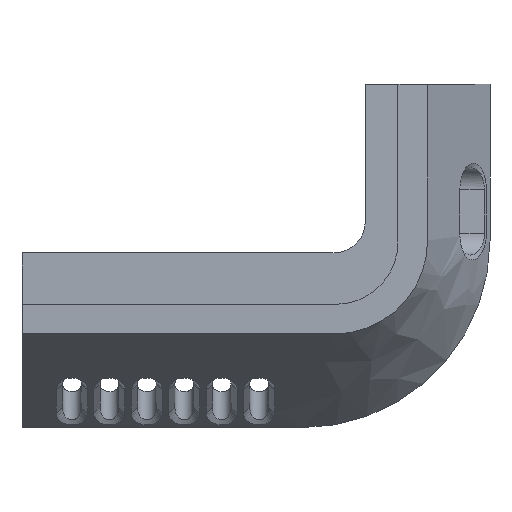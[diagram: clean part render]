
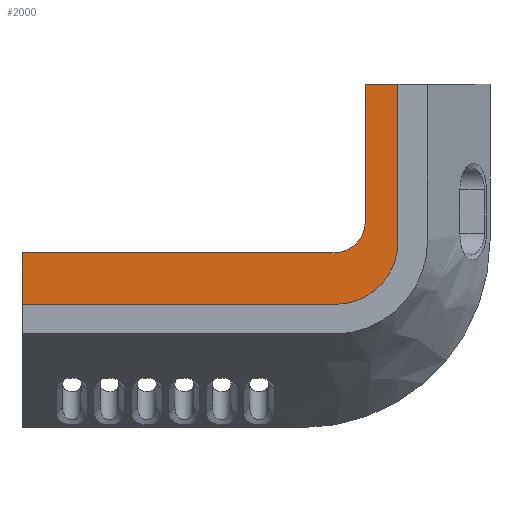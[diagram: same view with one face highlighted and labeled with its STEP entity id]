
A CAD part, front view. The second image highlights one B-rep face of the part: STEP entity #2000.
In plain terms, the highlighted planar face has unit normal (0, -1, 0).
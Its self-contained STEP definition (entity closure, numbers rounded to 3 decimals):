
#179 = CARTESIAN_POINT ( 'NONE',  ( 50.25, 6., -25.25 ) ) ;
#332 = AXIS2_PLACEMENT_3D ( 'NONE', #7933, #1328, #2090 ) ;
#573 = DIRECTION ( 'NONE',  ( 1., 0., 0. ) ) ;
#605 = CARTESIAN_POINT ( 'NONE',  ( 50.25, 6., -35.25 ) ) ;
#725 = AXIS2_PLACEMENT_3D ( 'NONE', #8017, #1530, #5414 ) ;
#758 = EDGE_LOOP ( 'NONE', ( #7186, #6274, #6559, #2060, #8070, #7662, #7671, #8418 ) ) ;
#1137 = CARTESIAN_POINT ( 'NONE',  ( -50., 6., -27. ) ) ;
#1248 = CARTESIAN_POINT ( 'NONE',  ( 60.25, 6., 0. ) ) ;
#1273 = EDGE_CURVE ( 'NONE', #3310, #2083, #1326, .T. ) ;
#1326 = LINE ( 'NONE', #7175, #3994 ) ;
#1328 = DIRECTION ( 'NONE',  ( 0., 1., 0. ) ) ;
#1408 = VECTOR ( 'NONE', #5722, 1000. ) ;
#1487 = LINE ( 'NONE', #4091, #7132 ) ;
#1530 = DIRECTION ( 'NONE',  ( 0., -1., 0. ) ) ;
#2000 = ADVANCED_FACE ( 'NONE', ( #6655 ), #7177, .F. ) ;
#2060 = ORIENTED_EDGE ( 'NONE', *, *, #4866, .F. ) ;
#2083 = VERTEX_POINT ( 'NONE', #4732 ) ;
#2090 = DIRECTION ( 'NONE',  ( 0., 0., 1. ) ) ;
#2092 = VERTEX_POINT ( 'NONE', #7337 ) ;
#2095 = EDGE_CURVE ( 'NONE', #2083, #6391, #1487, .T. ) ;
#2269 = CARTESIAN_POINT ( 'NONE',  ( 60.25, 6., -25.25 ) ) ;
#2460 = LINE ( 'NONE', #3910, #5780 ) ;
#2509 = VERTEX_POINT ( 'NONE', #6026 ) ;
#2545 = LINE ( 'NONE', #1137, #3731 ) ;
#2612 = LINE ( 'NONE', #3973, #4555 ) ;
#2660 = CARTESIAN_POINT ( 'NONE',  ( 55., 6., -22. ) ) ;
#2704 = DIRECTION ( 'NONE',  ( 0., -1., 0. ) ) ;
#2945 = CARTESIAN_POINT ( 'NONE',  ( 50., 6., -27. ) ) ;
#3023 = CARTESIAN_POINT ( 'NONE',  ( 60.25, 6., 25.25 ) ) ;
#3225 = DIRECTION ( 'NONE',  ( 1., 0., 0. ) ) ;
#3310 = VERTEX_POINT ( 'NONE', #2660 ) ;
#3460 = AXIS2_PLACEMENT_3D ( 'NONE', #179, #2704, #5310 ) ;
#3731 = VECTOR ( 'NONE', #573, 1000. ) ;
#3910 = CARTESIAN_POINT ( 'NONE',  ( -50.25, 6., -35.25 ) ) ;
#3973 = CARTESIAN_POINT ( 'NONE',  ( 0., 6., -25.25 ) ) ;
#3994 = VECTOR ( 'NONE', #5897, 1000. ) ;
#4091 = CARTESIAN_POINT ( 'NONE',  ( -50.25, 6., 0. ) ) ;
#4413 = CIRCLE ( 'NONE', #725, 5. ) ;
#4555 = VECTOR ( 'NONE', #7821, 1000. ) ;
#4633 = VERTEX_POINT ( 'NONE', #2269 ) ;
#4732 = CARTESIAN_POINT ( 'NONE',  ( 55., 6., 0. ) ) ;
#4866 = EDGE_CURVE ( 'NONE', #2092, #7769, #2545, .T. ) ;
#5310 = DIRECTION ( 'NONE',  ( 0., 0., 1. ) ) ;
#5414 = DIRECTION ( 'NONE',  ( 0., 0., 1. ) ) ;
#5461 = VERTEX_POINT ( 'NONE', #605 ) ;
#5596 = EDGE_CURVE ( 'NONE', #2092, #2509, #2612, .T. ) ;
#5722 = DIRECTION ( 'NONE',  ( 0., 0., 1. ) ) ;
#5780 = VECTOR ( 'NONE', #3225, 1000. ) ;
#5897 = DIRECTION ( 'NONE',  ( 0., 0., 1. ) ) ;
#6026 = CARTESIAN_POINT ( 'NONE',  ( 0., 6., -35.25 ) ) ;
#6274 = ORIENTED_EDGE ( 'NONE', *, *, #1273, .F. ) ;
#6391 = VERTEX_POINT ( 'NONE', #1248 ) ;
#6559 = ORIENTED_EDGE ( 'NONE', *, *, #6794, .F. ) ;
#6655 = FACE_OUTER_BOUND ( 'NONE', #758, .T. ) ;
#6693 = EDGE_CURVE ( 'NONE', #2509, #5461, #2460, .T. ) ;
#6695 = DIRECTION ( 'NONE',  ( 1., 0., 0. ) ) ;
#6794 = EDGE_CURVE ( 'NONE', #7769, #3310, #4413, .T. ) ;
#7007 = EDGE_CURVE ( 'NONE', #4633, #6391, #7507, .T. ) ;
#7132 = VECTOR ( 'NONE', #6695, 1000. ) ;
#7146 = CIRCLE ( 'NONE', #3460, 10. ) ;
#7175 = CARTESIAN_POINT ( 'NONE',  ( 55., 6., 22. ) ) ;
#7177 = PLANE ( 'NONE',  #332 ) ;
#7186 = ORIENTED_EDGE ( 'NONE', *, *, #2095, .F. ) ;
#7337 = CARTESIAN_POINT ( 'NONE',  ( 0., 6., -27. ) ) ;
#7507 = LINE ( 'NONE', #3023, #1408 ) ;
#7518 = EDGE_CURVE ( 'NONE', #5461, #4633, #7146, .T. ) ;
#7662 = ORIENTED_EDGE ( 'NONE', *, *, #6693, .T. ) ;
#7671 = ORIENTED_EDGE ( 'NONE', *, *, #7518, .T. ) ;
#7769 = VERTEX_POINT ( 'NONE', #2945 ) ;
#7821 = DIRECTION ( 'NONE',  ( 0., 0., -1. ) ) ;
#7933 = CARTESIAN_POINT ( 'NONE',  ( -50.25, 6., -25.25 ) ) ;
#8017 = CARTESIAN_POINT ( 'NONE',  ( 50., 6., -22. ) ) ;
#8070 = ORIENTED_EDGE ( 'NONE', *, *, #5596, .T. ) ;
#8418 = ORIENTED_EDGE ( 'NONE', *, *, #7007, .T. ) ;
